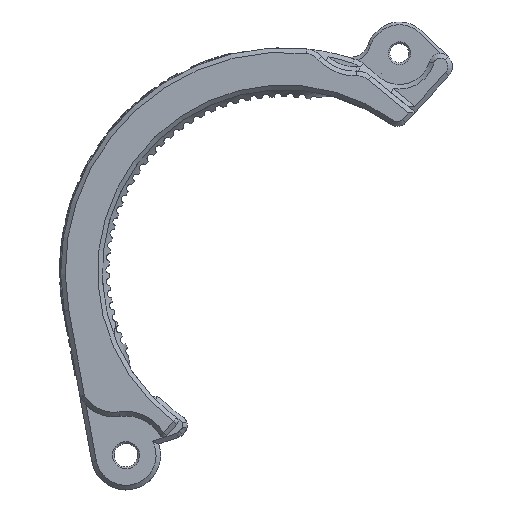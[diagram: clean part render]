
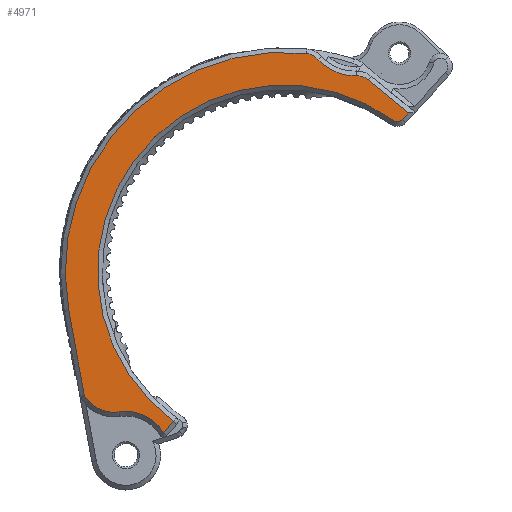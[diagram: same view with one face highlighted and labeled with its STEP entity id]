
A CAD part, top view. The second image highlights one B-rep face of the part: STEP entity #4971.
In plain terms, the highlighted planar face has unit normal (0, 0, 1).
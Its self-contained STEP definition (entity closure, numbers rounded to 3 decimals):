
#41=PLANE('',#5299);
#241=CIRCLE('',#5276,41.12);
#242=CIRCLE('',#5278,1.5);
#245=CIRCLE('',#5283,7.5);
#246=CIRCLE('',#5285,9.67);
#251=CIRCLE('',#5300,4.);
#252=CIRCLE('',#5301,11.);
#253=CIRCLE('',#5302,4.);
#254=CIRCLE('',#5303,48.3);
#551=LINE('',#38164,#827);
#557=LINE('',#38182,#833);
#567=LINE('',#38235,#843);
#568=LINE('',#38237,#844);
#827=VECTOR('',#5903,10.);
#833=VECTOR('',#5921,10.);
#843=VECTOR('',#5969,10.);
#844=VECTOR('',#5970,10.);
#1142=FACE_OUTER_BOUND('',#1480,.T.);
#1480=EDGE_LOOP('',(#3951,#3952,#3953,#3954,#3955,#3956,#3957,#3958,#3959,
#3960,#3961,#3962,#3963));
#1871=B_SPLINE_CURVE_WITH_KNOTS('',3,(#38137,#38138,#38139,#38140,#38141,
#38142,#38143,#38144,#38145,#38146,#38147,#38148,#38149),.UNSPECIFIED.,
 .F.,.F.,(4,3,3,3,4),(0.,0.018,0.019,0.037,
0.039),.UNSPECIFIED.);
#2265=VERTEX_POINT('',#38131);
#2266=VERTEX_POINT('',#38136);
#2268=VERTEX_POINT('',#38163);
#2269=VERTEX_POINT('',#38167);
#2270=VERTEX_POINT('',#38169);
#2272=VERTEX_POINT('',#38174);
#2274=VERTEX_POINT('',#38181);
#2277=VERTEX_POINT('',#38189);
#2281=VERTEX_POINT('',#38234);
#2282=VERTEX_POINT('',#38236);
#2283=VERTEX_POINT('',#38238);
#2284=VERTEX_POINT('',#38240);
#2285=VERTEX_POINT('',#38242);
#2853=EDGE_CURVE('',#2265,#2266,#1871,.T.);
#2858=EDGE_CURVE('',#2266,#2268,#551,.T.);
#2862=EDGE_CURVE('',#2270,#2269,#241,.T.);
#2864=EDGE_CURVE('',#2272,#2270,#242,.T.);
#2867=EDGE_CURVE('',#2269,#2274,#557,.T.);
#2872=EDGE_CURVE('',#2277,#2265,#245,.T.);
#2874=EDGE_CURVE('',#2274,#2277,#246,.T.);
#2887=EDGE_CURVE('',#2281,#2272,#567,.T.);
#2888=EDGE_CURVE('',#2282,#2281,#568,.T.);
#2889=EDGE_CURVE('',#2283,#2282,#251,.T.);
#2890=EDGE_CURVE('',#2284,#2283,#252,.T.);
#2891=EDGE_CURVE('',#2285,#2284,#253,.T.);
#2892=EDGE_CURVE('',#2268,#2285,#254,.T.);
#3951=ORIENTED_EDGE('',*,*,#2853,.F.);
#3952=ORIENTED_EDGE('',*,*,#2872,.F.);
#3953=ORIENTED_EDGE('',*,*,#2874,.F.);
#3954=ORIENTED_EDGE('',*,*,#2867,.F.);
#3955=ORIENTED_EDGE('',*,*,#2862,.F.);
#3956=ORIENTED_EDGE('',*,*,#2864,.F.);
#3957=ORIENTED_EDGE('',*,*,#2887,.F.);
#3958=ORIENTED_EDGE('',*,*,#2888,.F.);
#3959=ORIENTED_EDGE('',*,*,#2889,.F.);
#3960=ORIENTED_EDGE('',*,*,#2890,.F.);
#3961=ORIENTED_EDGE('',*,*,#2891,.F.);
#3962=ORIENTED_EDGE('',*,*,#2892,.F.);
#3963=ORIENTED_EDGE('',*,*,#2858,.F.);
#4971=ADVANCED_FACE('',(#1142),#41,.F.);
#5276=AXIS2_PLACEMENT_3D('',#38171,#5909,#5910);
#5278=AXIS2_PLACEMENT_3D('',#38176,#5914,#5915);
#5283=AXIS2_PLACEMENT_3D('',#38191,#5929,#5930);
#5285=AXIS2_PLACEMENT_3D('',#38195,#5934,#5935);
#5299=AXIS2_PLACEMENT_3D('',#38233,#5967,#5968);
#5300=AXIS2_PLACEMENT_3D('',#38239,#5971,#5972);
#5301=AXIS2_PLACEMENT_3D('',#38241,#5973,#5974);
#5302=AXIS2_PLACEMENT_3D('',#38243,#5975,#5976);
#5303=AXIS2_PLACEMENT_3D('',#38244,#5977,#5978);
#5903=DIRECTION('',(-0.18,0.984,0.));
#5909=DIRECTION('center_axis',(0.,0.,
1.));
#5910=DIRECTION('ref_axis',(0.349,0.937,0.));
#5914=DIRECTION('center_axis',(0.,0.,
-1.));
#5915=DIRECTION('ref_axis',(0.101,-0.995,0.));
#5921=DIRECTION('',(-0.669,-0.744,0.));
#5929=DIRECTION('center_axis',(0.,0.,
-1.));
#5930=DIRECTION('ref_axis',(-0.589,-0.808,0.));
#5934=DIRECTION('center_axis',(0.,0.,
1.));
#5935=DIRECTION('ref_axis',(0.652,0.758,0.));
#5967=DIRECTION('center_axis',(0.,0.,
-1.));
#5968=DIRECTION('ref_axis',(0.759,-0.651,0.));
#5969=DIRECTION('',(-0.675,-0.738,0.));
#5970=DIRECTION('',(0.773,-0.634,0.));
#5971=DIRECTION('center_axis',(0.,0.,
-1.));
#5972=DIRECTION('ref_axis',(0.324,0.946,0.));
#5973=DIRECTION('center_axis',(0.,0.,
1.));
#5974=DIRECTION('ref_axis',(-1.,0.005,0.));
#5975=DIRECTION('center_axis',(0.,0.,
-1.));
#5976=DIRECTION('ref_axis',(0.453,0.892,0.));
#5977=DIRECTION('center_axis',(0.,0.,
-1.));
#5978=DIRECTION('ref_axis',(0.652,0.758,0.));
#38131=CARTESIAN_POINT('',(-43.725,-13.523,22.));
#38136=CARTESIAN_POINT('',(-43.861,-13.164,22.));
#38137=CARTESIAN_POINT('Ctrl Pts',(-43.725,-13.523,
22.));
#38138=CARTESIAN_POINT('Ctrl Pts',(-43.756,-13.472,
22.));
#38139=CARTESIAN_POINT('Ctrl Pts',(-43.783,-13.418,22.));
#38140=CARTESIAN_POINT('Ctrl Pts',(-43.805,-13.362,
22.));
#38141=CARTESIAN_POINT('Ctrl Pts',(-43.806,-13.358,
22.));
#38142=CARTESIAN_POINT('Ctrl Pts',(-43.808,-13.354,
22.));
#38143=CARTESIAN_POINT('Ctrl Pts',(-43.81,-13.35,
22.));
#38144=CARTESIAN_POINT('Ctrl Pts',(-43.831,-13.294,
22.));
#38145=CARTESIAN_POINT('Ctrl Pts',(-43.847,-13.237,
22.));
#38146=CARTESIAN_POINT('Ctrl Pts',(-43.859,-13.178,
22.));
#38147=CARTESIAN_POINT('Ctrl Pts',(-43.86,-13.173,
22.));
#38148=CARTESIAN_POINT('Ctrl Pts',(-43.861,-13.169,
22.));
#38149=CARTESIAN_POINT('Ctrl Pts',(-43.861,-13.164,
22.));
#38163=CARTESIAN_POINT('',(-47.243,5.318,22.));
#38164=CARTESIAN_POINT('',(-47.301,5.634,22.));
#38167=CARTESIAN_POINT('',(-24.152,-19.137,22.));
#38169=CARTESIAN_POINT('',(24.395,47.245,22.));
#38171=CARTESIAN_POINT('Origin',(0.233,13.972,22.));
#38174=CARTESIAN_POINT('',(26.383,47.447,22.));
#38176=CARTESIAN_POINT('Origin',(25.276,48.459,22.));
#38181=CARTESIAN_POINT('',(-26.364,-21.597,22.));
#38182=CARTESIAN_POINT('',(-12.12,-5.751,22.));
#38189=CARTESIAN_POINT('',(-36.147,-17.041,22.));
#38191=CARTESIAN_POINT('Origin',(-37.313,-9.632,22.));
#38195=CARTESIAN_POINT('Origin',(-34.644,-26.593,22.));
#38233=CARTESIAN_POINT('Origin',(0.268,14.04,22.));
#38234=CARTESIAN_POINT('',(27.731,48.921,22.));
#38235=CARTESIAN_POINT('',(12.147,31.866,22.));
#38236=CARTESIAN_POINT('',(18.844,56.215,22.));
#38237=CARTESIAN_POINT('',(20.806,54.605,22.));
#38238=CARTESIAN_POINT('',(16.197,57.121,22.));
#38239=CARTESIAN_POINT('Origin',(16.307,53.123,22.));
#38240=CARTESIAN_POINT('',(7.717,60.761,22.));
#38241=CARTESIAN_POINT('Origin',(15.895,68.117,22.));
#38242=CARTESIAN_POINT('',(5.147,62.065,22.));
#38243=CARTESIAN_POINT('Origin',(4.743,58.086,22.));
#38244=CARTESIAN_POINT('Origin',(0.268,14.012,22.));
